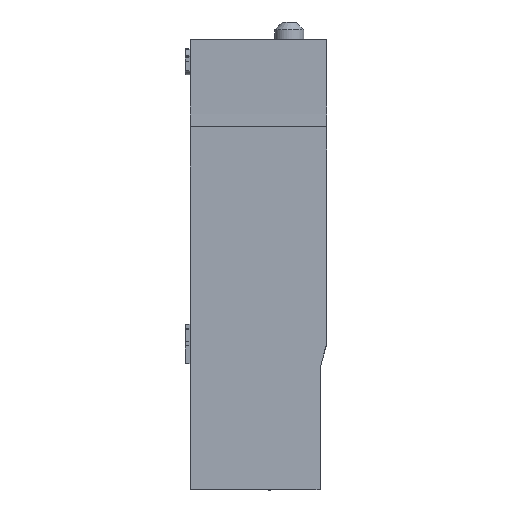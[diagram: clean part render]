
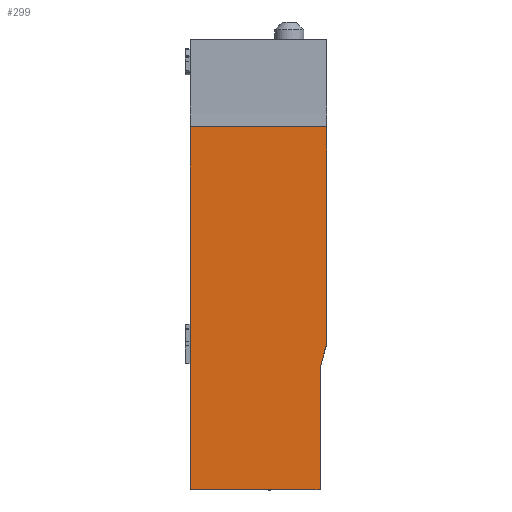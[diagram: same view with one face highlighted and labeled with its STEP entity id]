
A CAD part, top view. The second image highlights one B-rep face of the part: STEP entity #299.
In plain terms, the highlighted planar face has unit normal (0, 0, 1).
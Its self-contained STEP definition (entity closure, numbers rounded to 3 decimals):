
#299=ADVANCED_FACE('',(#614),#448,.T.);
#448=PLANE('',#3720);
#614=FACE_OUTER_BOUND('',#802,.T.);
#802=EDGE_LOOP('',(#2449,#2450,#2451,#2452,#2453,#2454));
#1212=LINE('',#5589,#1620);
#1220=LINE('',#5605,#1628);
#1223=LINE('',#5611,#1631);
#1225=LINE('',#5615,#1633);
#1226=LINE('',#5617,#1634);
#1227=LINE('',#5619,#1635);
#1620=VECTOR('',#4581,1.);
#1628=VECTOR('',#4595,1.);
#1631=VECTOR('',#4602,1.);
#1633=VECTOR('',#4606,1.);
#1634=VECTOR('',#4609,1.);
#1635=VECTOR('',#4610,1.);
#2449=ORIENTED_EDGE('',*,*,#3401,.T.);
#2450=ORIENTED_EDGE('',*,*,#3402,.F.);
#2451=ORIENTED_EDGE('',*,*,#3403,.F.);
#2452=ORIENTED_EDGE('',*,*,#3388,.F.);
#2453=ORIENTED_EDGE('',*,*,#3396,.F.);
#2454=ORIENTED_EDGE('',*,*,#3399,.F.);
#2917=VERTEX_POINT('',#5588);
#2918=VERTEX_POINT('',#5590);
#2922=VERTEX_POINT('',#5604);
#2923=VERTEX_POINT('',#5610);
#2924=VERTEX_POINT('',#5614);
#2925=VERTEX_POINT('',#5618);
#3388=EDGE_CURVE('',#2917,#2918,#1212,.T.);
#3396=EDGE_CURVE('',#2922,#2917,#1220,.T.);
#3399=EDGE_CURVE('',#2923,#2922,#1223,.T.);
#3401=EDGE_CURVE('',#2923,#2924,#1225,.T.);
#3402=EDGE_CURVE('',#2925,#2924,#1226,.T.);
#3403=EDGE_CURVE('',#2918,#2925,#1227,.T.);
#3720=AXIS2_PLACEMENT_3D('',#5620,#4611,#4612);
#4581=DIRECTION('',(0.,-1.,0.));
#4595=DIRECTION('',(-0.259,-0.966,0.));
#4602=DIRECTION('',(0.,-1.,0.));
#4606=DIRECTION('',(-1.,0.,0.));
#4609=DIRECTION('',(0.,1.,0.));
#4610=DIRECTION('',(-1.,0.,0.));
#4611=DIRECTION('',(0.,0.,1.));
#4612=DIRECTION('',(1.,0.,0.));
#5588=CARTESIAN_POINT('',(1.95,7.7,7.06));
#5589=CARTESIAN_POINT('',(1.95,7.7,7.06));
#5590=CARTESIAN_POINT('',(1.95,0.,7.06));
#5604=CARTESIAN_POINT('',(2.37,9.267,7.06));
#5605=CARTESIAN_POINT('',(2.37,9.267,7.06));
#5610=CARTESIAN_POINT('',(2.37,23.031,7.06));
#5611=CARTESIAN_POINT('',(2.37,23.031,7.06));
#5614=CARTESIAN_POINT('',(-6.3,23.031,7.06));
#5615=CARTESIAN_POINT('',(2.37,23.031,7.06));
#5617=CARTESIAN_POINT('',(-6.3,0.,7.06));
#5618=CARTESIAN_POINT('',(-6.3,0.,7.06));
#5619=CARTESIAN_POINT('',(1.95,0.,7.06));
#5620=CARTESIAN_POINT('',(-6.734,-1.43,7.06));
